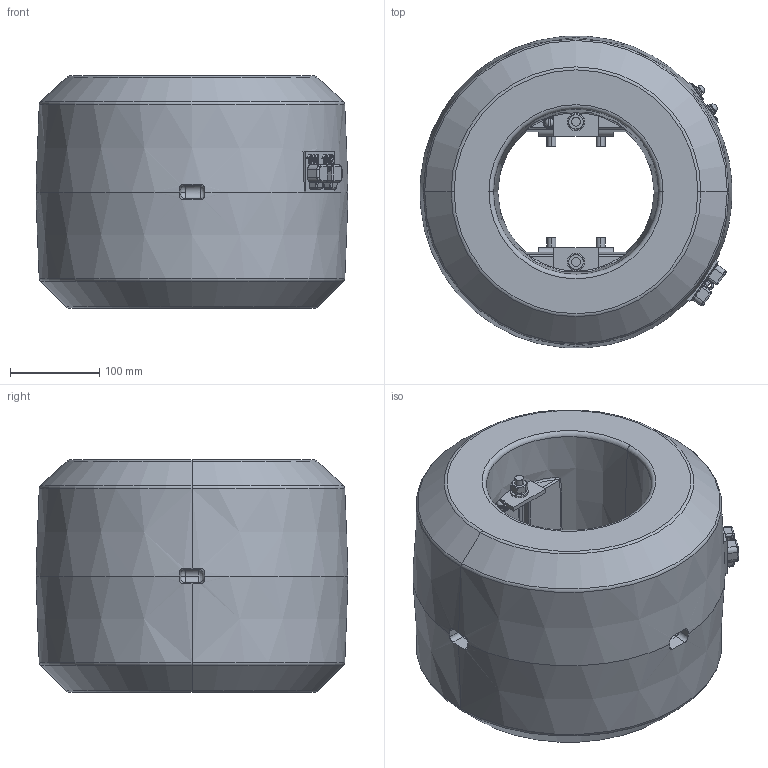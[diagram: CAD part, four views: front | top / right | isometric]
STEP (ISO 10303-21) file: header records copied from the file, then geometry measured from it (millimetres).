
FILE_DESCRIPTION (( 'STEP AP203' ), '1' );
FILE_NAME ('ﾒﾘﾋ-10 (2000-5000)ﾀ.STEP', '2022-07-29T06:08:48', ( '' ), ( '' ), 'SwSTEP 2.0', 'SolidWorks 2010', '' );
FILE_SCHEMA (( 'CONFIG_CONTROL_DESIGN' ));
Length unit declared in the file: millimetre
Products named in the file (1): ﾒﾘﾋ-10 (2000-5000)ﾀ
Bounding box: 349.28 x 348.8 x 260 mm (x, y, z)
Surface area: 567844.3 mm2 (no closed solid volume)
Topology: 0 solids, 47 shells, 570 faces, 1689 edges, 1148 vertices
Faces by surface type: plane 260, cylinder 127, bspline 80, cone 67, sphere 19, torus 17
Entity records: 22209 total; most frequent: CARTESIAN_POINT 7895, DIRECTION 2858, ORIENTED_EDGE 2793, EDGE_CURVE 1687, VERTEX_POINT 1148, AXIS2_PLACEMENT_3D 1054, LINE 750, VECTOR 750
